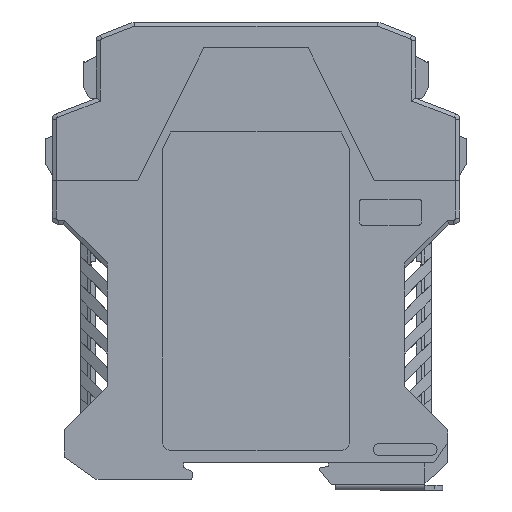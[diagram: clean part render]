
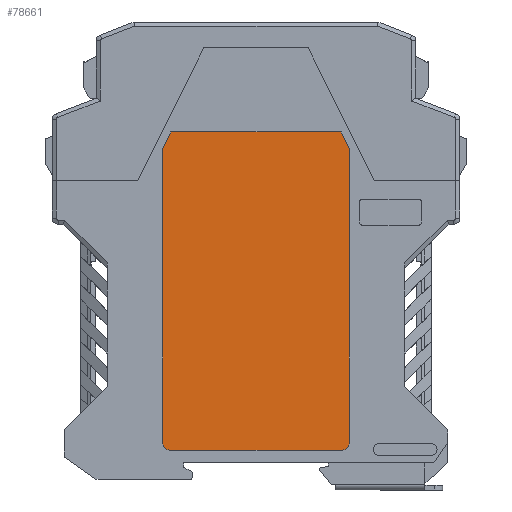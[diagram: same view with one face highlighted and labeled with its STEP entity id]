
A CAD part, left-side view. The second image highlights one B-rep face of the part: STEP entity #78661.
In plain terms, the highlighted face is planar.
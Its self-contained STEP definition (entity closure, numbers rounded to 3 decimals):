
#2227=CIRCLE('',#83045,2.);
#2228=CIRCLE('',#83046,2.);
#4057=VERTEX_POINT('',#108341);
#4058=VERTEX_POINT('',#108343);
#4059=VERTEX_POINT('',#108347);
#4060=VERTEX_POINT('',#108351);
#4061=VERTEX_POINT('',#108353);
#4062=VERTEX_POINT('',#108355);
#4063=VERTEX_POINT('',#108357);
#4064=VERTEX_POINT('',#108359);
#12285=VECTOR('',#89536,1.);
#12287=VECTOR('',#89539,1.);
#12288=VECTOR('',#89541,1.);
#12289=VECTOR('',#89542,1.);
#12290=VECTOR('',#89543,1.);
#12291=VECTOR('',#89546,1.);
#22737=LINE('',#108344,#12285);
#22739=LINE('',#108348,#12287);
#22740=LINE('',#108350,#12288);
#22741=LINE('',#108352,#12289);
#22742=LINE('',#108354,#12290);
#22743=LINE('',#108358,#12291);
#33245=EDGE_CURVE('',#4057,#4058,#22737,.T.);
#33247=EDGE_CURVE('',#4059,#4057,#22739,.T.);
#33248=EDGE_CURVE('',#4058,#4060,#22740,.T.);
#33249=EDGE_CURVE('',#4060,#4061,#22741,.T.);
#33250=EDGE_CURVE('',#4061,#4062,#22742,.T.);
#33251=EDGE_CURVE('',#4063,#4062,#2227,.T.);
#33252=EDGE_CURVE('',#4063,#4064,#22743,.T.);
#33253=EDGE_CURVE('',#4059,#4064,#2228,.T.);
#46229=ORIENTED_EDGE('',*,*,#33248,.T.);
#46230=ORIENTED_EDGE('',*,*,#33249,.T.);
#46231=ORIENTED_EDGE('',*,*,#33250,.T.);
#46232=ORIENTED_EDGE('',*,*,#33251,.F.);
#46233=ORIENTED_EDGE('',*,*,#33252,.T.);
#46234=ORIENTED_EDGE('',*,*,#33253,.F.);
#46235=ORIENTED_EDGE('',*,*,#33247,.T.);
#46236=ORIENTED_EDGE('',*,*,#33245,.T.);
#69242=EDGE_LOOP('',(#46229,#46230,#46231,#46232,#46233,#46234,#46235,#46236));
#73954=FACE_BOUND('',#69242,.T.);
#78661=ADVANCED_FACE('',(#73954),#131811,.T.);
#83044=AXIS2_PLACEMENT_3D('',#108349,#89540,$);
#83045=AXIS2_PLACEMENT_3D('',#108356,#89544,#89545);
#83046=AXIS2_PLACEMENT_3D('',#108360,#89547,#89548);
#89536=DIRECTION('',(0.447,0.894,0.));
#89539=DIRECTION('',(0.,1.,0.));
#89540=DIRECTION('',(0.,0.,-1.));
#89541=DIRECTION('',(1.,0.,0.));
#89542=DIRECTION('',(0.447,-0.894,0.));
#89543=DIRECTION('',(0.,-1.,0.));
#89544=DIRECTION('',(0.,0.,1.));
#89545=DIRECTION('',(2.,0.,0.));
#89546=DIRECTION('',(-1.,0.,0.));
#89547=DIRECTION('',(0.,0.,1.));
#89548=DIRECTION('',(2.,0.,0.));
#108341=CARTESIAN_POINT('',(-22.65,84.3,-11.1));
#108343=CARTESIAN_POINT('',(-20.65,88.3,-11.1));
#108344=CARTESIAN_POINT('',(-51.84,25.92,-11.1));
#108347=CARTESIAN_POINT('',(-22.65,13.,-11.1));
#108348=CARTESIAN_POINT('',(-22.65,0.,-11.1));
#108349=CARTESIAN_POINT('',(-34.89,74.275,-11.1));
#108350=CARTESIAN_POINT('',(0.,88.3,-11.1));
#108351=CARTESIAN_POINT('',(20.65,88.3,-11.1));
#108352=CARTESIAN_POINT('',(51.84,25.92,-11.1));
#108353=CARTESIAN_POINT('',(22.65,84.3,-11.1));
#108354=CARTESIAN_POINT('',(22.65,0.,-11.1));
#108355=CARTESIAN_POINT('',(22.65,13.,-11.1));
#108356=CARTESIAN_POINT('',(20.65,13.,-11.1));
#108357=CARTESIAN_POINT('',(20.65,11.,-11.1));
#108358=CARTESIAN_POINT('',(0.,11.,-11.1));
#108359=CARTESIAN_POINT('',(-20.65,11.,-11.1));
#108360=CARTESIAN_POINT('',(-20.65,13.,-11.1));
#131811=PLANE('',#83044);
